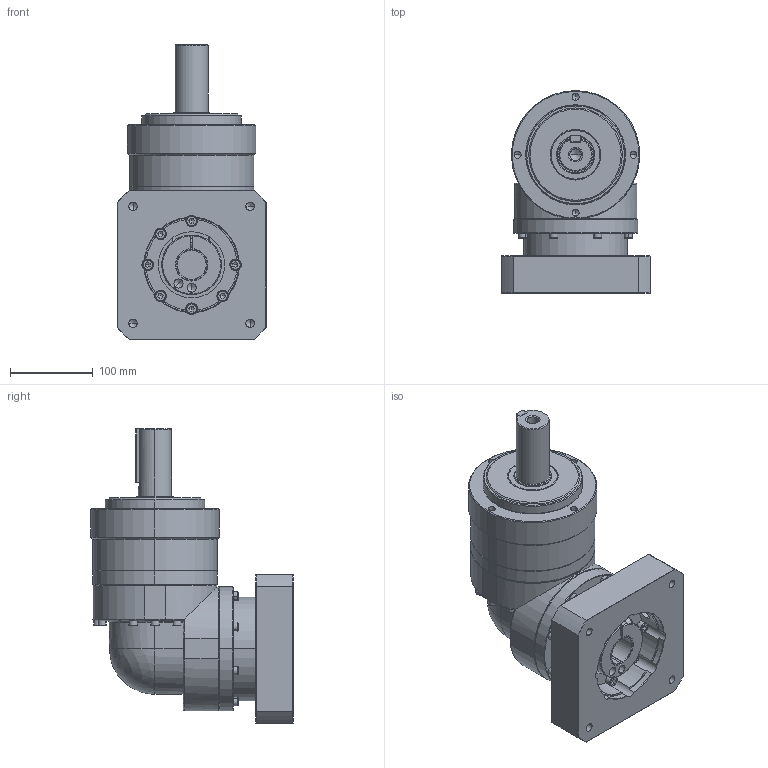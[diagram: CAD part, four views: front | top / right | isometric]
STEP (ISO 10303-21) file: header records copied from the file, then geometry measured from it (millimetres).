
FILE_DESCRIPTION (( 'STEP AP214' ), '1' );
FILE_NAME ('PGB155-05A6.STEP', '2015-05-04T18:28:58', ( '' ), ( '' ), 'SwSTEP 2.0', 'SolidWorks 2014', '' );
FILE_SCHEMA (( 'AUTOMOTIVE_DESIGN' ));
Length unit declared in the file: inch
Products named in the file (1): PGB155-05A6
Bounding box: 181 x 244.5 x 356 mm (x, y, z)
Volume: 5640880.8 mm3; surface area: 307062.5 mm2
Topology: 1 solids, 9 shells, 778 faces, 2012 edges, 1247 vertices
Faces by surface type: plane 333, cylinder 202, cone 145, torus 96, sphere 2
Entity records: 28774 total; most frequent: CARTESIAN_POINT 5266, DIRECTION 3967, ORIENTED_EDGE 3866, EDGE_CURVE 1933, AXIS2_PLACEMENT_3D 1564, VERTEX_POINT 1245, EDGE_LOOP 874, VECTOR 839
